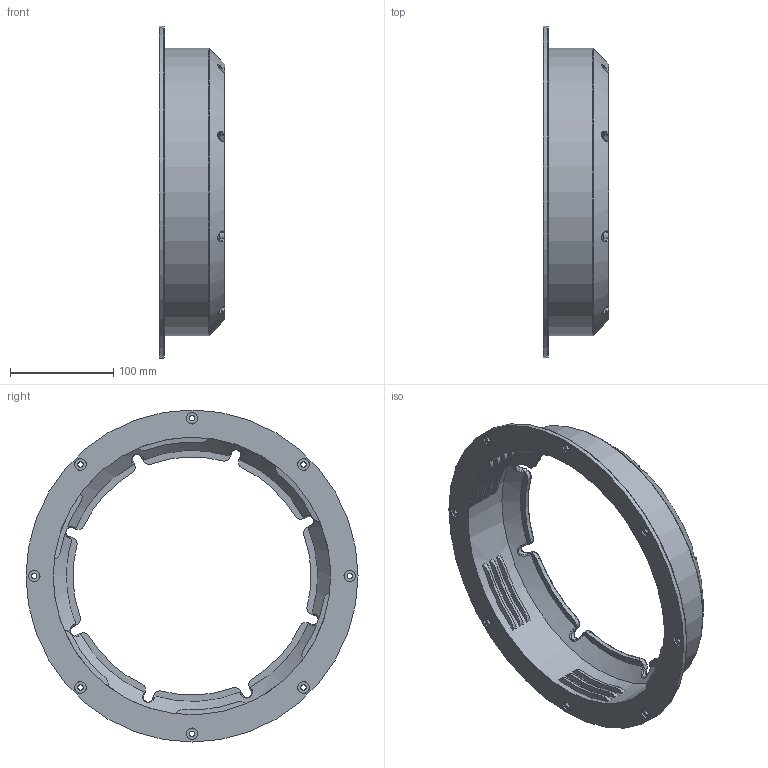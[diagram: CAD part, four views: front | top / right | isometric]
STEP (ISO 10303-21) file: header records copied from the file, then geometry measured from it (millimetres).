
FILE_DESCRIPTION(/* description */ ('10" VENTLESS TANK RING'),/* implementation_level */ '2;1');
FILE_NAME(/* name */ 'TR10R1.stp',/* time_stamp */ '2014-06-25T16:11:51-04:00',/* author */ ('mclevenger'),/* organization */ (''),/* preprocessor_version */ 'ST-DEVELOPER v15.2',/* originating_system */ 'Autodesk Inventor 2014',/* authorisation */ '');
FILE_SCHEMA (('AUTOMOTIVE_DESIGN { 1 0 10303 214 3 1 1 }'));
Length unit declared in the file: inch
Products named in the file (1): TR10R1
Bounding box: 63.53 x 320.8 x 320.8 mm (x, y, z)
Volume: 407251 mm3; surface area: 180617.8 mm2
Topology: 1 solids, 1 shells, 310 faces, 724 edges, 444 vertices
Faces by surface type: cylinder 127, bspline 88, plane 42, torus 35, sphere 16, cone 2
Full cylindrical faces by diameter (mm): 5.156 x8, 11.125 x8, 268.275 x1, 277.825 x1, 320.802 x1
Entity records: 12862 total; most frequent: CARTESIAN_POINT 6458, ORIENTED_EDGE 1394, DIRECTION 1120, EDGE_CURVE 697, AXIS2_PLACEMENT_3D 472, VERTEX_POINT 441, EDGE_LOOP 380, ADVANCED_FACE 310
